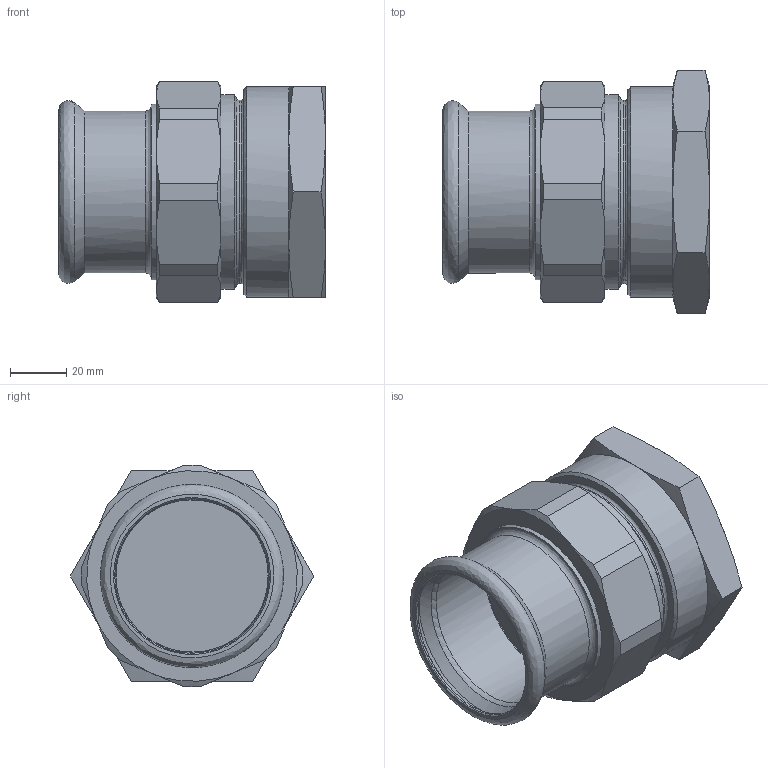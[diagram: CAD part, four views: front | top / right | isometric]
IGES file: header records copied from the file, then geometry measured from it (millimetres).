
Global section: file name: 45409; native system: Autodesk Inventor 2023; preprocessor: unknown; author: JANAN; date: 20230908.113814; units: millimetre
Bounding box: 95 x 86.6 x 78.79 mm (x, y, z)
Volume: 203653.9 mm3; surface area: 52692.1 mm2
Topology: 2 solids, 2 shells, 88 faces, 192 edges, 115 vertices
Faces by surface type: bspline 88
